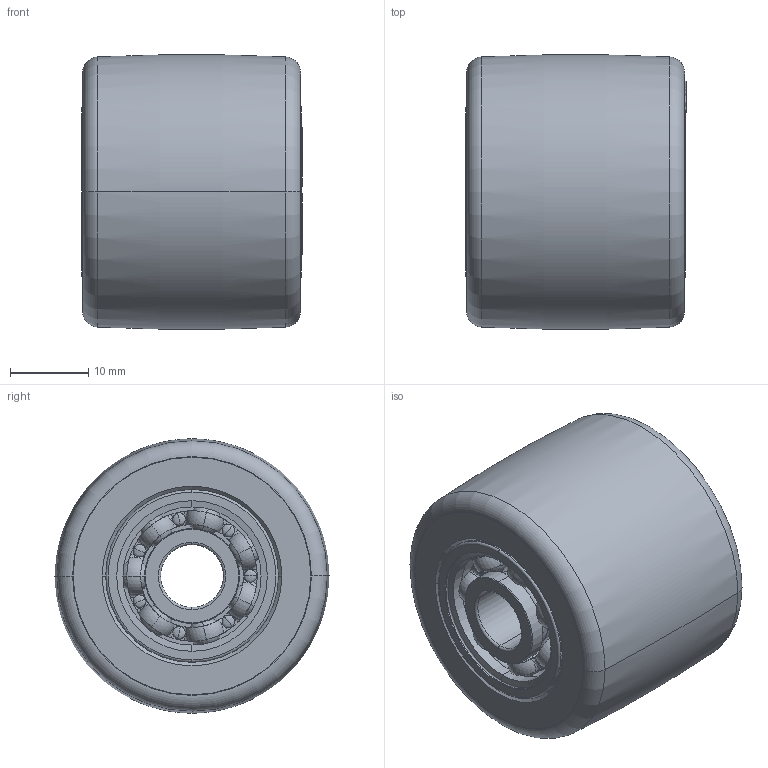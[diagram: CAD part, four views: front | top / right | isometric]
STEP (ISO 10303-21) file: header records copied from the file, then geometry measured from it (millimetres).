
FILE_DESCRIPTION (( 'STEP AP214' ), '1' );
FILE_NAME ('GSPO 35-8K G15 Blikle Wheel.STEP', '2015-03-09T17:51:49', ( '' ), ( '' ), 'SwSTEP 2.0', 'SolidWorks 2013', '' );
FILE_SCHEMA (( 'AUTOMOTIVE_DESIGN' ));
Length unit declared in the file: millimetre
Products named in the file (7): 608 Ball^608; 608_SKF 608; GSPO 35-8K G15 Blikle Roller_GSPO 35-8K G15; GSPO 35-8K G15 Blikle Wheel; Ball retainer rings^608; 608 Inner Race^608; 608 Outer Race^608
Assembly tree (13 placements, depth 3):
  GSPO 35-8K G15 Blikle Wheel
    GSPO 35-8K G15 Blikle Roller_GSPO 35-8K G15
    608_SKF 608  x2
      608 Inner Race^608
      608 Outer Race^608
      608 Ball^608
      Ball retainer rings^608
Bounding box: 28.1 x 34.94 x 34.94 mm (x, y, z)
Volume: 23185.3 mm3; surface area: 11302 mm2
Topology: 37 solids, 37 shells, 942 faces, 2617 edges, 1712 vertices
Faces by surface type: plane 245, torus 226, bspline 177, sphere 140, cylinder 138, cone 16
Entity records: 30195 total; most frequent: CARTESIAN_POINT 12070, ORIENTED_EDGE 3270, DIRECTION 2627, EDGE_CURVE 1635, VERTEX_POINT 1088, AXIS2_PLACEMENT_3D 1025, EDGE_LOOP 685, FACE_OUTER_BOUND 610
